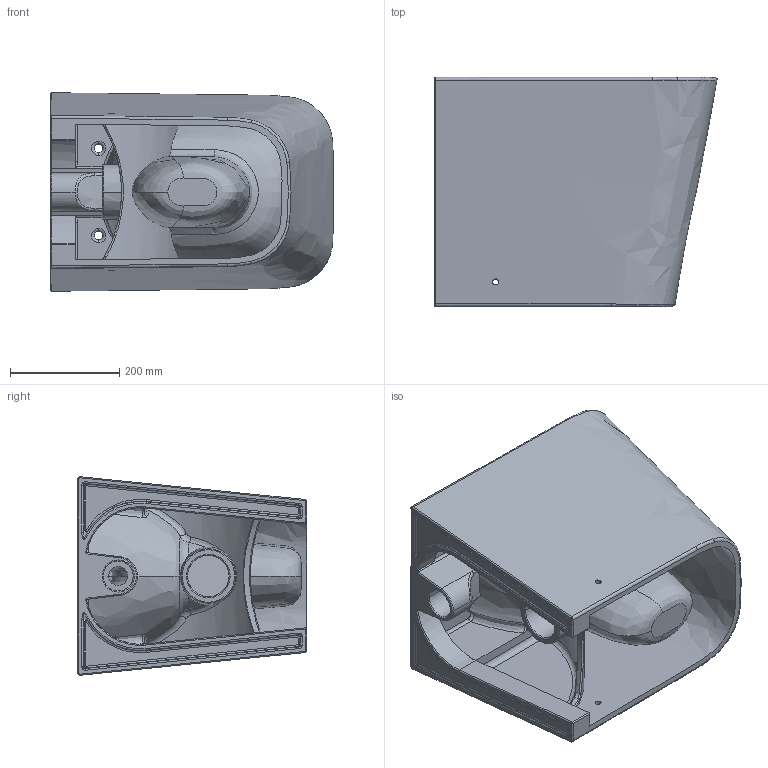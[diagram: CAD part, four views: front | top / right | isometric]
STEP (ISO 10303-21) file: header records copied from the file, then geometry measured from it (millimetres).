
FILE_DESCRIPTION (( 'STEP AP214' ), '1' );
FILE_NAME ('MABTW01_STEP_V10619.STEP', '2021-04-09T15:35:41', ( '' ), ( '' ), 'SwSTEP 2.0', 'SolidWorks 2019', '' );
FILE_SCHEMA (( 'AUTOMOTIVE_DESIGN' ));
Products named in the file (1): MABTW01_STEP_V10619
Bounding box: 518.46 x 420 x 363.88 mm (x, y, z)
Volume: 17531645.1 mm3; surface area: 1929785.5 mm2
Topology: 1 solids, 1 shells, 415 faces, 1075 edges, 654 vertices
Faces by surface type: bspline 223, cylinder 76, plane 51, torus 43, sphere 18, cone 4
Entity records: 42704 total; most frequent: CARTESIAN_POINT 34380, ORIENTED_EDGE 2130, DIRECTION 1214, EDGE_CURVE 1065, VERTEX_POINT 654, B_SPLINE_CURVE_WITH_KNOTS 533, AXIS2_PLACEMENT_3D 519, EDGE_LOOP 429
